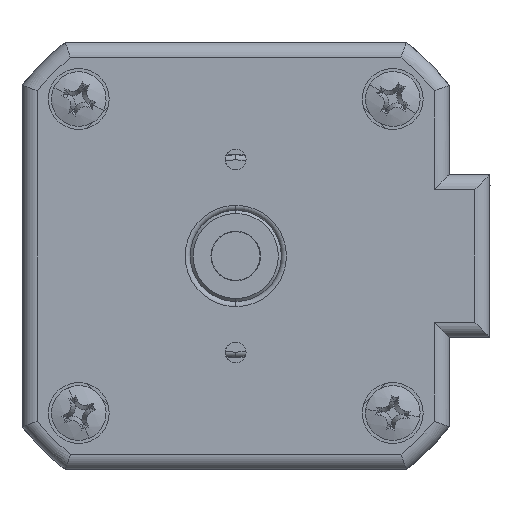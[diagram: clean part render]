
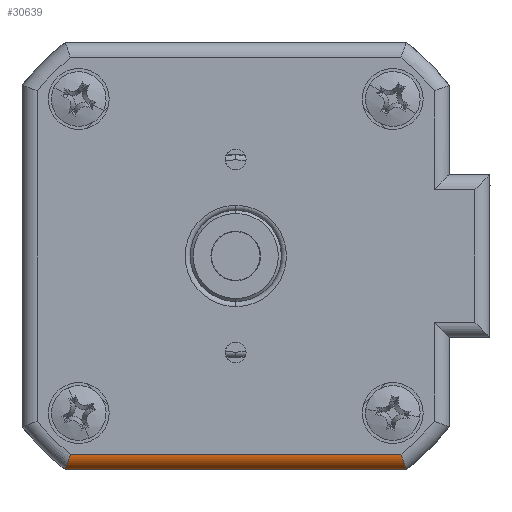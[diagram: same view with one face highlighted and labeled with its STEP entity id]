
A CAD part, front view. The second image highlights one B-rep face of the part: STEP entity #30639.
In plain terms, the highlighted cylindrical face has radius 1.5 mm (diameter 3 mm), a partial arc.
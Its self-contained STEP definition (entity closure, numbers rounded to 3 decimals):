
#1365 = CARTESIAN_POINT ( 'NONE',  ( 12.12, -20.357, -4.411 ) ) ;
#2717 = CARTESIAN_POINT ( 'NONE',  ( -21.021, -21.457, -2.962 ) ) ;
#3993 = DIRECTION ( 'NONE',  ( -1., 0., 0. ) ) ;
#4932 = CARTESIAN_POINT ( 'NONE',  ( 12.109, -20.454, -4.381 ) ) ;
#5497 = CARTESIAN_POINT ( 'NONE',  ( -21.555, -20.059, -4.462 ) ) ;
#5606 = B_SPLINE_CURVE_WITH_KNOTS ( 'NONE', 3,
 ( #30334, #15923, #43876, #1365, #4932, #19189, #16395, #44659, #41709, #23552, #27085, #23389 ),
 .UNSPECIFIED., .F., .F.,
 ( 4, 2, 2, 2, 2, 4 ),
 ( 0., 0., 0.001, 0.001, 0.002, 0.002 ),
 .UNSPECIFIED. ) ;
#5643 = CARTESIAN_POINT ( 'NONE',  ( -21.526, -20.454, -4.381 ) ) ;
#6079 = LINE ( 'NONE', #36904, #43272 ) ;
#9062 = CARTESIAN_POINT ( 'NONE',  ( -21.551, -20.16, -4.452 ) ) ;
#10194 = VERTEX_POINT ( 'NONE', #17209 ) ;
#10277 = CARTESIAN_POINT ( 'NONE',  ( -21.286, -21.277, -3.7 ) ) ;
#11073 = LINE ( 'NONE', #39739, #17758 ) ;
#11317 = AXIS2_PLACEMENT_3D ( 'NONE', #18508, #3993, #43220 ) ;
#14595 = CARTESIAN_POINT ( 'NONE',  ( -21.485, -20.731, -4.263 ) ) ;
#15923 = CARTESIAN_POINT ( 'NONE',  ( 12.137, -20.059, -4.462 ) ) ;
#16190 = ORIENTED_EDGE ( 'NONE', *, *, #16958, .F. ) ;
#16395 = CARTESIAN_POINT ( 'NONE',  ( 12.027, -20.898, -4.147 ) ) ;
#16958 = EDGE_CURVE ( 'NONE', #30117, #40723, #11073, .T. ) ;
#17209 = CARTESIAN_POINT ( 'NONE',  ( -21.021, -21.457, -2.962 ) ) ;
#17345 = ORIENTED_EDGE ( 'NONE', *, *, #41382, .F. ) ;
#17635 = FACE_OUTER_BOUND ( 'NONE', #32530, .T. ) ;
#17758 = VECTOR ( 'NONE', #25317, 1000. ) ;
#18031 = EDGE_CURVE ( 'NONE', #30117, #45690, #5606, .T. ) ;
#18141 = ORIENTED_EDGE ( 'NONE', *, *, #18031, .T. ) ;
#18508 = CARTESIAN_POINT ( 'NONE',  ( -21.555, -19.957, -2.962 ) ) ;
#19189 = CARTESIAN_POINT ( 'NONE',  ( 12.067, -20.731, -4.263 ) ) ;
#19216 = DIRECTION ( 'NONE',  ( 1., 0., 0. ) ) ;
#19759 = CARTESIAN_POINT ( 'NONE',  ( -21.537, -20.357, -4.411 ) ) ;
#20858 = ORIENTED_EDGE ( 'NONE', *, *, #28093, .F. ) ;
#22849 = CARTESIAN_POINT ( 'NONE',  ( 11.604, -21.457, -2.962 ) ) ;
#23389 = CARTESIAN_POINT ( 'NONE',  ( 11.604, -21.457, -2.962 ) ) ;
#23552 = CARTESIAN_POINT ( 'NONE',  ( 11.741, -21.42, -3.345 ) ) ;
#24129 = CARTESIAN_POINT ( 'NONE',  ( -21.444, -20.898, -4.147 ) ) ;
#25166 = CARTESIAN_POINT ( 'NONE',  ( -21.089, -21.457, -3.151 ) ) ;
#25317 = DIRECTION ( 'NONE',  ( -1., 0., 0. ) ) ;
#27085 = CARTESIAN_POINT ( 'NONE',  ( 11.672, -21.457, -3.151 ) ) ;
#28093 = EDGE_CURVE ( 'NONE', #40723, #10194, #40040, .T. ) ;
#28685 = CYLINDRICAL_SURFACE ( 'NONE', #11317, 1.5 ) ;
#30117 = VERTEX_POINT ( 'NONE', #33329 ) ;
#30334 = CARTESIAN_POINT ( 'NONE',  ( 12.137, -19.957, -4.462 ) ) ;
#30639 = ADVANCED_FACE ( 'NONE', ( #17635 ), #28685, .T. ) ;
#32530 = EDGE_LOOP ( 'NONE', ( #18141, #17345, #20858, #16190 ) ) ;
#33329 = CARTESIAN_POINT ( 'NONE',  ( 12.137, -19.957, -4.462 ) ) ;
#36904 = CARTESIAN_POINT ( 'NONE',  ( -4.709, -21.457, -2.962 ) ) ;
#37736 = CARTESIAN_POINT ( 'NONE',  ( -21.555, -19.957, -4.462 ) ) ;
#39429 = CARTESIAN_POINT ( 'NONE',  ( -21.345, -21.17, -3.867 ) ) ;
#39739 = CARTESIAN_POINT ( 'NONE',  ( -21.555, -19.957, -4.462 ) ) ;
#40040 = B_SPLINE_CURVE_WITH_KNOTS ( 'NONE', 3,
 ( #45212, #5497, #9062, #19759, #5643, #14595, #24129, #39429, #10277, #42864, #25166, #2717 ),
 .UNSPECIFIED., .F., .F.,
 ( 4, 2, 2, 2, 2, 4 ),
 ( 0., 0., 0.001, 0.001, 0.002, 0.002 ),
 .UNSPECIFIED. ) ;
#40723 = VERTEX_POINT ( 'NONE', #37736 ) ;
#41382 = EDGE_CURVE ( 'NONE', #10194, #45690, #6079, .T. ) ;
#41709 = CARTESIAN_POINT ( 'NONE',  ( 11.868, -21.277, -3.7 ) ) ;
#42864 = CARTESIAN_POINT ( 'NONE',  ( -21.159, -21.42, -3.345 ) ) ;
#43220 = DIRECTION ( 'NONE',  ( 0., 0., 1. ) ) ;
#43272 = VECTOR ( 'NONE', #19216, 1000. ) ;
#43876 = CARTESIAN_POINT ( 'NONE',  ( 12.134, -20.16, -4.452 ) ) ;
#44659 = CARTESIAN_POINT ( 'NONE',  ( 11.928, -21.17, -3.867 ) ) ;
#45212 = CARTESIAN_POINT ( 'NONE',  ( -21.555, -19.957, -4.462 ) ) ;
#45690 = VERTEX_POINT ( 'NONE', #22849 ) ;
